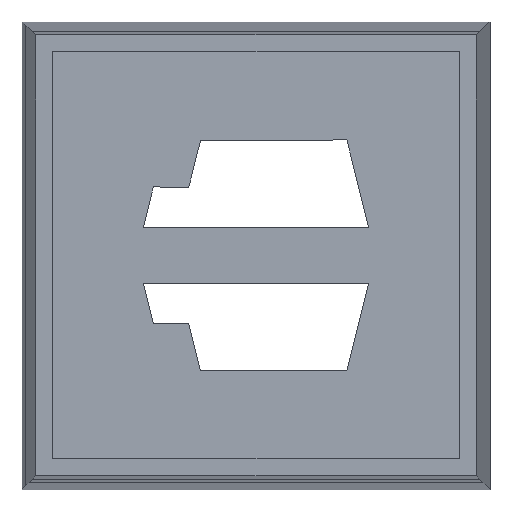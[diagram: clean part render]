
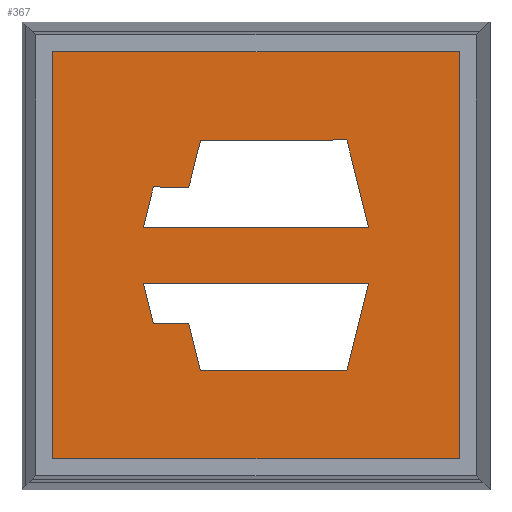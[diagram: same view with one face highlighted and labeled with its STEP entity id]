
A CAD part, top view. The second image highlights one B-rep face of the part: STEP entity #367.
In plain terms, the highlighted planar face has unit normal (0, 0, 1).
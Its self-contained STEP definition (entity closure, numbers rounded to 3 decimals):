
#259=AXIS2_PLACEMENT_3D('Plane Axis2P3D',#256,#257,#258) ;
#169=CARTESIAN_POINT('Vertex',(1.307,1.307,17.7)) ;
#176=CARTESIAN_POINT('Vertex',(18.607,1.307,17.7)) ;
#179=CARTESIAN_POINT('Line Origine',(9.957,1.307,17.7)) ;
#200=CARTESIAN_POINT('Vertex',(18.607,18.607,17.7)) ;
#203=CARTESIAN_POINT('Line Origine',(18.607,9.957,17.7)) ;
#224=CARTESIAN_POINT('Vertex',(1.307,18.607,17.7)) ;
#227=CARTESIAN_POINT('Line Origine',(9.957,18.607,17.7)) ;
#244=CARTESIAN_POINT('Line Origine',(1.307,9.957,17.7)) ;
#256=CARTESIAN_POINT('Axis2P3D Location',(18.707,20.957,17.7)) ;
#267=CARTESIAN_POINT('Line Origine',(7.35,13.852,17.7)) ;
#271=CARTESIAN_POINT('Vertex',(7.599,14.85,17.7)) ;
#273=CARTESIAN_POINT('Vertex',(7.095,12.857,17.7)) ;
#276=CARTESIAN_POINT('Line Origine',(10.707,14.86,17.7)) ;
#280=CARTESIAN_POINT('Vertex',(13.82,14.863,17.7)) ;
#283=CARTESIAN_POINT('Line Origine',(14.283,13.008,17.7)) ;
#287=CARTESIAN_POINT('Vertex',(14.746,11.152,17.7)) ;
#290=CARTESIAN_POINT('Line Origine',(9.957,11.152,17.7)) ;
#294=CARTESIAN_POINT('Vertex',(5.168,11.152,17.7)) ;
#297=CARTESIAN_POINT('Line Origine',(5.382,12.008,17.7)) ;
#301=CARTESIAN_POINT('Vertex',(5.595,12.863,17.7)) ;
#304=CARTESIAN_POINT('Line Origine',(6.345,12.86,17.7)) ;
#317=CARTESIAN_POINT('Line Origine',(9.957,8.762,17.7)) ;
#321=CARTESIAN_POINT('Vertex',(14.746,8.762,17.7)) ;
#323=CARTESIAN_POINT('Vertex',(5.168,8.762,17.7)) ;
#326=CARTESIAN_POINT('Line Origine',(14.283,6.906,17.7)) ;
#330=CARTESIAN_POINT('Vertex',(13.82,5.051,17.7)) ;
#333=CARTESIAN_POINT('Line Origine',(10.704,5.051,17.7)) ;
#337=CARTESIAN_POINT('Vertex',(7.588,5.051,17.7)) ;
#340=CARTESIAN_POINT('Line Origine',(7.339,6.051,17.7)) ;
#344=CARTESIAN_POINT('Vertex',(7.089,7.051,17.7)) ;
#347=CARTESIAN_POINT('Line Origine',(6.342,7.051,17.7)) ;
#351=CARTESIAN_POINT('Vertex',(5.595,7.051,17.7)) ;
#354=CARTESIAN_POINT('Line Origine',(5.382,7.906,17.7)) ;
#180=DIRECTION('Vector Direction',(-1.,0.,0.)) ;
#204=DIRECTION('Vector Direction',(0.,-1.,0.)) ;
#228=DIRECTION('Vector Direction',(-1.,0.,0.)) ;
#245=DIRECTION('Vector Direction',(0.,-1.,0.)) ;
#257=DIRECTION('Axis2P3D Direction',(0.,0.,1.)) ;
#258=DIRECTION('Axis2P3D XDirection',(-1.,0.,0.)) ;
#268=DIRECTION('Vector Direction',(-0.242,-0.97,0.)) ;
#277=DIRECTION('Vector Direction',(1.,0.001,0.)) ;
#284=DIRECTION('Vector Direction',(0.242,-0.97,0.)) ;
#291=DIRECTION('Vector Direction',(-1.,0.,0.)) ;
#298=DIRECTION('Vector Direction',(0.242,0.97,0.)) ;
#305=DIRECTION('Vector Direction',(1.,-0.004,0.)) ;
#318=DIRECTION('Vector Direction',(-1.,0.,0.)) ;
#327=DIRECTION('Vector Direction',(0.242,0.97,0.)) ;
#334=DIRECTION('Vector Direction',(1.,0.,0.)) ;
#341=DIRECTION('Vector Direction',(0.242,-0.97,0.)) ;
#348=DIRECTION('Vector Direction',(1.,0.,0.)) ;
#355=DIRECTION('Vector Direction',(0.242,-0.97,0.)) ;
#181=VECTOR('Line Direction',#180,1.) ;
#205=VECTOR('Line Direction',#204,1.) ;
#229=VECTOR('Line Direction',#228,1.) ;
#246=VECTOR('Line Direction',#245,1.) ;
#269=VECTOR('Line Direction',#268,1.) ;
#278=VECTOR('Line Direction',#277,1.) ;
#285=VECTOR('Line Direction',#284,1.) ;
#292=VECTOR('Line Direction',#291,1.) ;
#299=VECTOR('Line Direction',#298,1.) ;
#306=VECTOR('Line Direction',#305,1.) ;
#319=VECTOR('Line Direction',#318,1.) ;
#328=VECTOR('Line Direction',#327,1.) ;
#335=VECTOR('Line Direction',#334,1.) ;
#342=VECTOR('Line Direction',#341,1.) ;
#349=VECTOR('Line Direction',#348,1.) ;
#356=VECTOR('Line Direction',#355,1.) ;
#262=ORIENTED_EDGE('',*,*,#183,.F.) ;
#263=ORIENTED_EDGE('',*,*,#207,.F.) ;
#264=ORIENTED_EDGE('',*,*,#231,.T.) ;
#265=ORIENTED_EDGE('',*,*,#248,.T.) ;
#310=ORIENTED_EDGE('',*,*,#275,.F.) ;
#311=ORIENTED_EDGE('',*,*,#282,.T.) ;
#312=ORIENTED_EDGE('',*,*,#289,.T.) ;
#313=ORIENTED_EDGE('',*,*,#296,.T.) ;
#314=ORIENTED_EDGE('',*,*,#303,.T.) ;
#315=ORIENTED_EDGE('',*,*,#308,.T.) ;
#360=ORIENTED_EDGE('',*,*,#325,.F.) ;
#361=ORIENTED_EDGE('',*,*,#332,.F.) ;
#362=ORIENTED_EDGE('',*,*,#339,.F.) ;
#363=ORIENTED_EDGE('',*,*,#346,.F.) ;
#364=ORIENTED_EDGE('',*,*,#353,.F.) ;
#365=ORIENTED_EDGE('',*,*,#358,.F.) ;
#316=FACE_BOUND('',#309,.T.) ;
#366=FACE_BOUND('',#359,.T.) ;
#367=ADVANCED_FACE('MANIFOLD_SOLID_BREP #101',(#266,#316,#366),#260,.T.) ;
#183=EDGE_CURVE('',#177,#170,#182,.T.) ;
#207=EDGE_CURVE('',#201,#177,#206,.T.) ;
#231=EDGE_CURVE('',#201,#225,#230,.T.) ;
#248=EDGE_CURVE('',#225,#170,#247,.T.) ;
#275=EDGE_CURVE('',#272,#274,#270,.T.) ;
#282=EDGE_CURVE('',#272,#281,#279,.T.) ;
#289=EDGE_CURVE('',#281,#288,#286,.T.) ;
#296=EDGE_CURVE('',#288,#295,#293,.T.) ;
#303=EDGE_CURVE('',#295,#302,#300,.T.) ;
#308=EDGE_CURVE('',#302,#274,#307,.T.) ;
#325=EDGE_CURVE('',#322,#324,#320,.T.) ;
#332=EDGE_CURVE('',#331,#322,#329,.T.) ;
#339=EDGE_CURVE('',#338,#331,#336,.T.) ;
#346=EDGE_CURVE('',#345,#338,#343,.T.) ;
#353=EDGE_CURVE('',#352,#345,#350,.T.) ;
#358=EDGE_CURVE('',#324,#352,#357,.T.) ;
#261=EDGE_LOOP('',(#262,#263,#264,#265)) ;
#309=EDGE_LOOP('',(#310,#311,#312,#313,#314,#315)) ;
#359=EDGE_LOOP('',(#360,#361,#362,#363,#364,#365)) ;
#266=FACE_OUTER_BOUND('',#261,.T.) ;
#182=LINE('Line',#179,#181) ;
#206=LINE('Line',#203,#205) ;
#230=LINE('Line',#227,#229) ;
#247=LINE('Line',#244,#246) ;
#270=LINE('Line',#267,#269) ;
#279=LINE('Line',#276,#278) ;
#286=LINE('Line',#283,#285) ;
#293=LINE('Line',#290,#292) ;
#300=LINE('Line',#297,#299) ;
#307=LINE('Line',#304,#306) ;
#320=LINE('Line',#317,#319) ;
#329=LINE('Line',#326,#328) ;
#336=LINE('Line',#333,#335) ;
#343=LINE('Line',#340,#342) ;
#350=LINE('Line',#347,#349) ;
#357=LINE('Line',#354,#356) ;
#260=PLANE('',#259) ;
#170=VERTEX_POINT('',#169) ;
#177=VERTEX_POINT('',#176) ;
#201=VERTEX_POINT('',#200) ;
#225=VERTEX_POINT('',#224) ;
#272=VERTEX_POINT('',#271) ;
#274=VERTEX_POINT('',#273) ;
#281=VERTEX_POINT('',#280) ;
#288=VERTEX_POINT('',#287) ;
#295=VERTEX_POINT('',#294) ;
#302=VERTEX_POINT('',#301) ;
#322=VERTEX_POINT('',#321) ;
#324=VERTEX_POINT('',#323) ;
#331=VERTEX_POINT('',#330) ;
#338=VERTEX_POINT('',#337) ;
#345=VERTEX_POINT('',#344) ;
#352=VERTEX_POINT('',#351) ;
